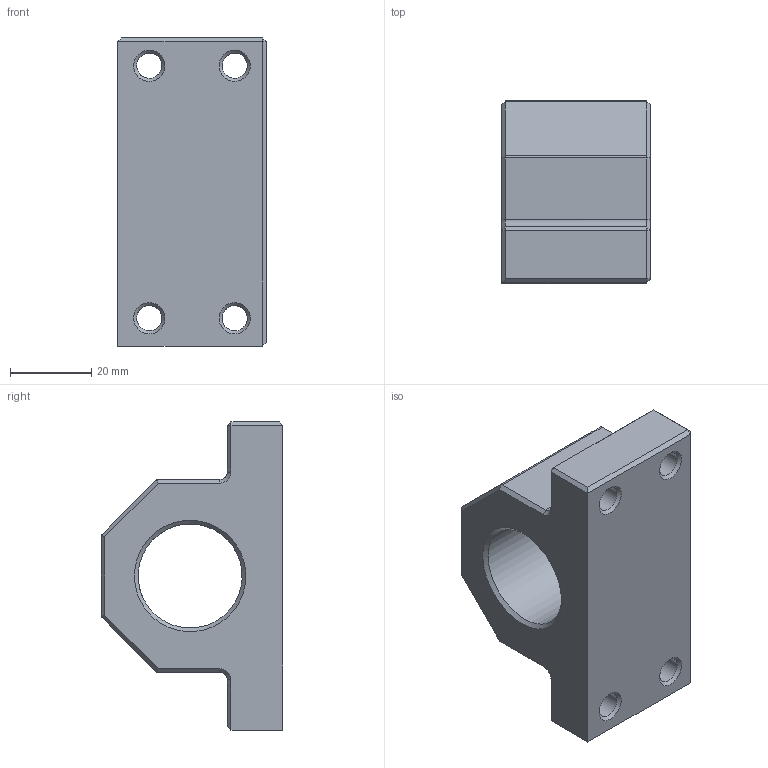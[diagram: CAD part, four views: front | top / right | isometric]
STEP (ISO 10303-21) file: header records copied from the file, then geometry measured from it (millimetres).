
FILE_DESCRIPTION(('FreeCAD Model'),'2;1');
FILE_NAME('Open CASCADE Shape Model','2025-05-09T16:17:17',('FreeCAD'),( 'FreeCAD'),'Open CASCADE STEP processor 7.6','FreeCAD','Unknown');
FILE_SCHEMA(('AUTOMOTIVE_DESIGN { 1 0 10303 214 1 1 1 1 }'));
Products named in the file (1): Open CASCADE STEP translator 7.6 1
Bounding box: 36.5 x 44.72 x 75.74 mm (x, y, z)
Volume: 62863.6 mm3; surface area: 16676.8 mm2
Topology: 1 solids, 1 shells, 170 faces, 468 edges, 300 vertices
Faces by surface type: bspline 170
Entity records: 45331 total; most frequent: CARTESIAN_POINT 42814, ORIENTED_EDGE 924, EDGE_CURVE 462, VERTEX_POINT 300, B_SPLINE_CURVE_WITH_KNOTS 229, FACE_BOUND 186, EDGE_LOOP 186, ADVANCED_FACE 170
